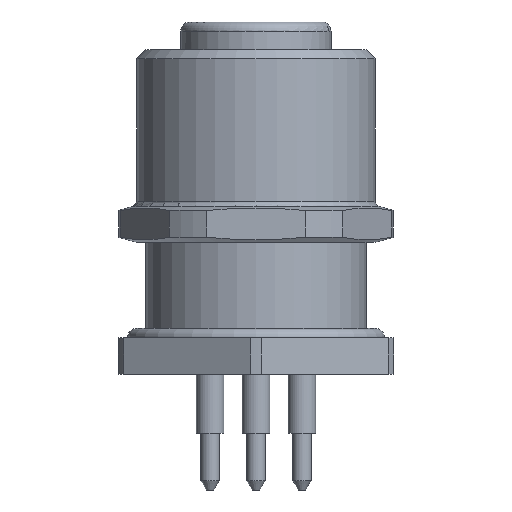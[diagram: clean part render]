
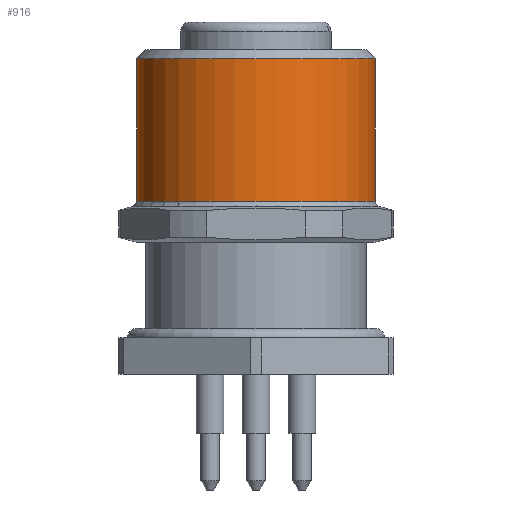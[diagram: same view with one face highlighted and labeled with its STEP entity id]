
A CAD part, front view. The second image highlights one B-rep face of the part: STEP entity #916.
In plain terms, the highlighted cylindrical face has radius 6.5 mm (diameter 13 mm), a full revolution.
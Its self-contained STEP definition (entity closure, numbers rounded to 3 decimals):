
#916=ADVANCED_FACE('',(#1150,#1151),#1098,.T.);
#1098=CYLINDRICAL_SURFACE('',#3238,6.5);
#1150=FACE_BOUND('',#1268,.T.);
#1151=FACE_BOUND('',#1269,.T.);
#1268=EDGE_LOOP('',(#1554));
#1269=EDGE_LOOP('',(#1555));
#1554=ORIENTED_EDGE('',*,*,#2693,.T.);
#1555=ORIENTED_EDGE('',*,*,#2694,.T.);
#2381=VERTEX_POINT('',#4430);
#2382=VERTEX_POINT('',#4432);
#2693=EDGE_CURVE('',#2381,#2381,#3095,.T.);
#2694=EDGE_CURVE('',#2382,#2382,#3096,.T.);
#3095=CIRCLE('',#3236,6.5);
#3096=CIRCLE('',#3237,6.5);
#3236=AXIS2_PLACEMENT_3D('',#4429,#3564,#3565);
#3237=AXIS2_PLACEMENT_3D('',#4431,#3566,#3567);
#3238=AXIS2_PLACEMENT_3D('',#4433,#3568,#3569);
#3564=DIRECTION('',(0.,0.,1.));
#3565=DIRECTION('',(1.,0.,0.));
#3566=DIRECTION('',(0.,0.,-1.));
#3567=DIRECTION('',(-1.,0.,0.));
#3568=DIRECTION('',(0.,0.,1.));
#3569=DIRECTION('',(1.,0.,0.));
#4429=CARTESIAN_POINT('',(8.435,0.,7.866));
#4430=CARTESIAN_POINT('',(14.935,0.,7.866));
#4431=CARTESIAN_POINT('',(8.435,0.,15.635));
#4432=CARTESIAN_POINT('',(1.935,0.,15.635));
#4433=CARTESIAN_POINT('',(8.435,0.,16.135));
